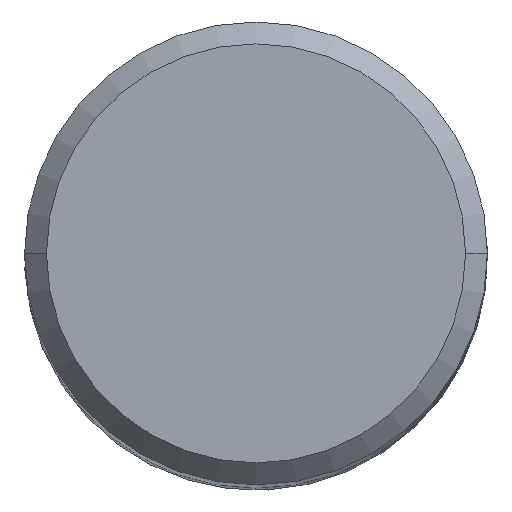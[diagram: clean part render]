
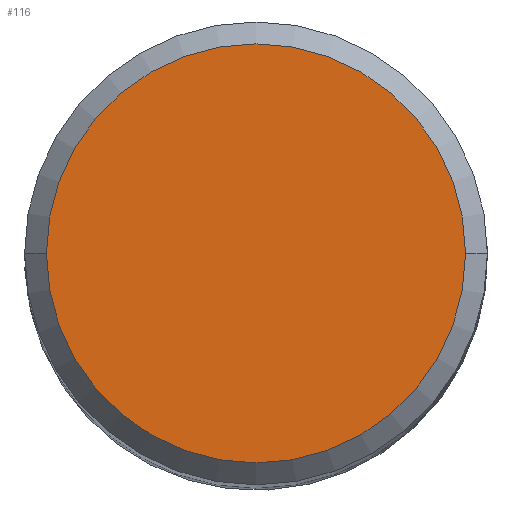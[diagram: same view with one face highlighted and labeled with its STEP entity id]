
A CAD part, top view. The second image highlights one B-rep face of the part: STEP entity #116.
In plain terms, the highlighted planar face has unit normal (0, 0, 1).
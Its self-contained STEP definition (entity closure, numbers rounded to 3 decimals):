
#30=PLANE('',#833);
#116=ADVANCED_FACE('',(#171),#30,.F.);
#171=FACE_OUTER_BOUND('',#207,.T.);
#207=EDGE_LOOP('',(#338,#339,#340,#341));
#338=ORIENTED_EDGE('',*,*,#550,.T.);
#339=ORIENTED_EDGE('',*,*,#548,.T.);
#340=ORIENTED_EDGE('',*,*,#547,.T.);
#341=ORIENTED_EDGE('',*,*,#551,.T.);
#461=VERTEX_POINT('',#1296);
#462=VERTEX_POINT('',#1298);
#463=VERTEX_POINT('',#1300);
#464=VERTEX_POINT('',#1304);
#547=EDGE_CURVE('',#462,#461,#667,.T.);
#548=EDGE_CURVE('',#463,#462,#668,.T.);
#550=EDGE_CURVE('',#464,#463,#669,.T.);
#551=EDGE_CURVE('',#461,#464,#670,.T.);
#667=CIRCLE('',#827,11.5);
#668=CIRCLE('',#828,11.5);
#669=CIRCLE('',#830,11.5);
#670=CIRCLE('',#831,11.5);
#827=AXIS2_PLACEMENT_3D('',#1297,#1050,#1051);
#828=AXIS2_PLACEMENT_3D('',#1299,#1052,#1053);
#830=AXIS2_PLACEMENT_3D('',#1303,#1057,#1058);
#831=AXIS2_PLACEMENT_3D('',#1305,#1059,#1060);
#833=AXIS2_PLACEMENT_3D('',#1307,#1063,#1064);
#1050=DIRECTION('',(0.,0.,1.));
#1051=DIRECTION('',(0.,-1.,0.));
#1052=DIRECTION('',(0.,0.,1.));
#1053=DIRECTION('',(-1.,0.,0.));
#1057=DIRECTION('',(0.,0.,1.));
#1058=DIRECTION('',(0.,1.,0.));
#1059=DIRECTION('',(0.,0.,1.));
#1060=DIRECTION('',(1.,0.,0.));
#1063=DIRECTION('',(0.,0.,-1.));
#1064=DIRECTION('',(1.,0.,0.));
#1296=CARTESIAN_POINT('',(11.5,0.,0.));
#1297=CARTESIAN_POINT('',(0.,0.,0.));
#1298=CARTESIAN_POINT('',(0.,-11.5,0.));
#1299=CARTESIAN_POINT('',(0.,0.,0.));
#1300=CARTESIAN_POINT('',(-11.5,0.,0.));
#1303=CARTESIAN_POINT('',(0.,0.,0.));
#1304=CARTESIAN_POINT('',(0.,11.5,0.));
#1305=CARTESIAN_POINT('',(0.,0.,0.));
#1307=CARTESIAN_POINT('',(0.,0.,0.));
